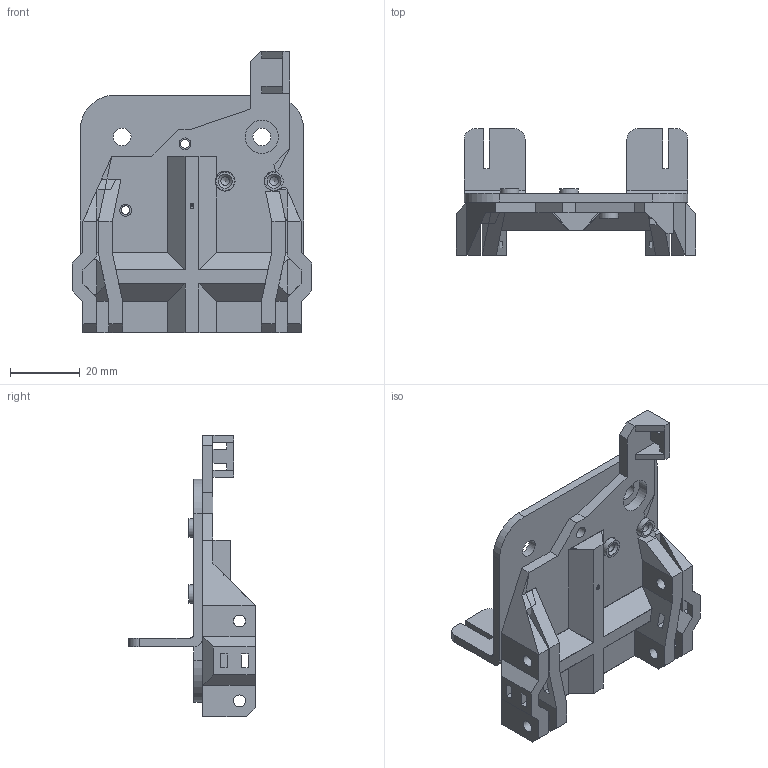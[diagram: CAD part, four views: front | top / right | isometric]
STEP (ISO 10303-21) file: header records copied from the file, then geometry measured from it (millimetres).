
FILE_DESCRIPTION(/* description */ (''),/* implementation_level */ '2;1');
FILE_NAME(/* name */ 'Ender3Pro mounting plate.step',/* time_stamp */ '2025-04-30T00:10:51+02:00',/* author */ (''),/* organization */ (''),/* preprocessor_version */ 'ST-DEVELOPER v20.1',/* originating_system */ 'Autodesk Translation Framework v14.4.0.0',/* authorisation */ '');
FILE_SCHEMA (('AUTOMOTIVE_DESIGN { 1 0 10303 214 3 1 1 }'));
Length unit declared in the file: millimetre
Products named in the file (6): Рама; Балка_оси_Z_в_
сборе; Экструдер_в_
сборе; Основание_3; Pellet printhead V2 (GB parts); Pellet printhead V2 (GB parts) pellet hose right
Assembly tree (5 placements, depth 4):
  Рама
    Балка_оси_Z_в_
сборе
      Экструдер_в_
сборе
        Основание_3
    Pellet printhead V2 (GB parts)
    Pellet printhead V2 (GB parts) pellet hose right
Bounding box: 68.47 x 36.2 x 80.58 mm (x, y, z)
Volume: 43782.7 mm3; surface area: 29861.2 mm2
Topology: 3 solids, 3 shells, 254 faces, 713 edges, 466 vertices
Faces by surface type: plane 206, cylinder 44, cone 4
Full cylindrical faces by diameter (mm): 1 x2, 2.459 x4, 3.4 x12, 5.06 x2, 5.27 x2, 5.3 x2, 5.67 x2, 7.2 x1, 9.5 x4
Entity records: 8352 total; most frequent: CARTESIAN_POINT 1442, ORIENTED_EDGE 1422, DIRECTION 1335, EDGE_CURVE 711, LINE 617, VECTOR 617, VERTEX_POINT 466, AXIS2_PLACEMENT_3D 359
